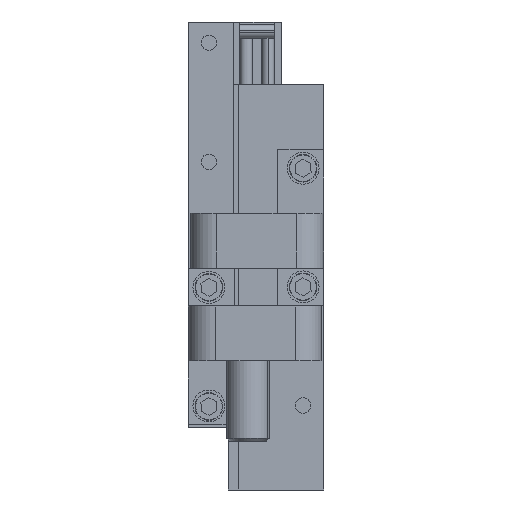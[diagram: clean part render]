
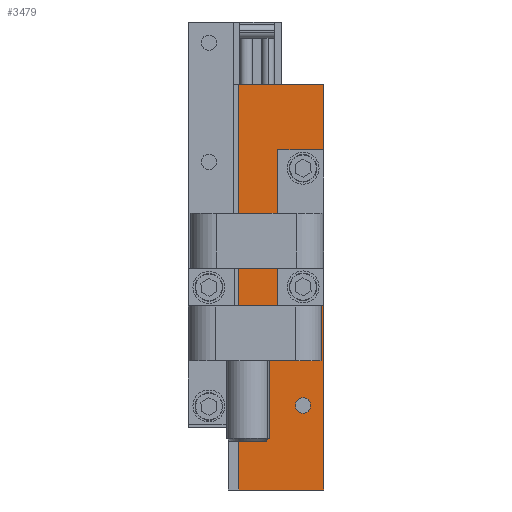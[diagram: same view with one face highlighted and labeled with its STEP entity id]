
A CAD part, left-side view. The second image highlights one B-rep face of the part: STEP entity #3479.
In plain terms, the highlighted planar face has unit normal (-1, 0, 0).
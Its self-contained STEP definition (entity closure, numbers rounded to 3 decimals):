
#15 = AXIS2_PLACEMENT_3D ( 'NONE', #4560, #9919, #1926 ) ;
#1143 = PLANE ( 'NONE',  #3854 ) ;
#1315 = ORIENTED_EDGE ( 'NONE', *, *, #9243, .F. ) ;
#1374 = EDGE_LOOP ( 'NONE', ( #16306, #5276, #14029, #6204 ) ) ;
#1485 = EDGE_CURVE ( 'NONE', #14463, #10419, #7675, .T. ) ;
#1811 = VECTOR ( 'NONE', #12386, 1000. ) ;
#1926 = DIRECTION ( 'NONE',  ( 0., 0., 1. ) ) ;
#2225 = CARTESIAN_POINT ( 'NONE',  ( 0., 3.9, 60.5 ) ) ;
#2276 = CARTESIAN_POINT ( 'NONE',  ( 0., 3.9, 14.45 ) ) ;
#2618 = CARTESIAN_POINT ( 'NONE',  ( 0., 3.9, 38.2 ) ) ;
#2652 = FACE_BOUND ( 'NONE', #5652, .T. ) ;
#2822 = DIRECTION ( 'NONE',  ( 0., -1., 0. ) ) ;
#3305 = EDGE_LOOP ( 'NONE', ( #5674, #15181 ) ) ;
#3421 = DIRECTION ( 'NONE',  ( -1., 0., 0. ) ) ;
#3479 = ADVANCED_FACE ( 'NONE', ( #2652, #6609, #10578, #11798 ), #1143, .F. ) ;
#3560 = EDGE_CURVE ( 'NONE', #7252, #4972, #16485, .T. ) ;
#3768 = VERTEX_POINT ( 'NONE', #2276 ) ;
#3853 = CARTESIAN_POINT ( 'NONE',  ( 0., 16., 0. ) ) ;
#3854 = AXIS2_PLACEMENT_3D ( 'NONE', #12058, #3896, #13381 ) ;
#3896 = DIRECTION ( 'NONE',  ( 1., 0., 0. ) ) ;
#4560 = CARTESIAN_POINT ( 'NONE',  ( 0., 3.9, 15.9 ) ) ;
#4594 = DIRECTION ( 'NONE',  ( 0., 0., 1. ) ) ;
#4664 = CARTESIAN_POINT ( 'NONE',  ( 0., 3.9, 38.2 ) ) ;
#4972 = VERTEX_POINT ( 'NONE', #16152 ) ;
#5276 = ORIENTED_EDGE ( 'NONE', *, *, #1485, .F. ) ;
#5643 = CARTESIAN_POINT ( 'NONE',  ( 0., 3.9, 59.05 ) ) ;
#5652 = EDGE_LOOP ( 'NONE', ( #9754, #9498 ) ) ;
#5674 = ORIENTED_EDGE ( 'NONE', *, *, #10494, .F. ) ;
#5754 = DIRECTION ( 'NONE',  ( -1., 0., 0. ) ) ;
#6039 = LINE ( 'NONE', #13864, #11063 ) ;
#6204 = ORIENTED_EDGE ( 'NONE', *, *, #17120, .T. ) ;
#6547 = AXIS2_PLACEMENT_3D ( 'NONE', #2618, #5754, #11130 ) ;
#6609 = FACE_BOUND ( 'NONE', #3305, .T. ) ;
#7072 = VERTEX_POINT ( 'NONE', #11602 ) ;
#7182 = DIRECTION ( 'NONE',  ( 0., 0., -1. ) ) ;
#7252 = VERTEX_POINT ( 'NONE', #10470 ) ;
#7324 = EDGE_CURVE ( 'NONE', #7072, #14463, #8358, .T. ) ;
#7346 = CARTESIAN_POINT ( 'NONE',  ( 0., 3.9, 61.95 ) ) ;
#7393 = DIRECTION ( 'NONE',  ( -1., 0., 0. ) ) ;
#7582 = CIRCLE ( 'NONE', #11238, 1.45 ) ;
#7586 = DIRECTION ( 'NONE',  ( -1., 0., 0. ) ) ;
#7675 = LINE ( 'NONE', #11729, #11168 ) ;
#8358 = LINE ( 'NONE', #11169, #1811 ) ;
#8442 = CARTESIAN_POINT ( 'NONE',  ( 0., 0., 0. ) ) ;
#9243 = EDGE_CURVE ( 'NONE', #13449, #3768, #7582, .T. ) ;
#9284 = VERTEX_POINT ( 'NONE', #5643 ) ;
#9498 = ORIENTED_EDGE ( 'NONE', *, *, #3560, .F. ) ;
#9526 = DIRECTION ( 'NONE',  ( 0., 0., 1. ) ) ;
#9754 = ORIENTED_EDGE ( 'NONE', *, *, #15496, .F. ) ;
#9919 = DIRECTION ( 'NONE',  ( -1., 0., 0. ) ) ;
#9921 = CIRCLE ( 'NONE', #6547, 1.45 ) ;
#10051 = EDGE_CURVE ( 'NONE', #3768, #13449, #10988, .T. ) ;
#10419 = VERTEX_POINT ( 'NONE', #15698 ) ;
#10470 = CARTESIAN_POINT ( 'NONE',  ( 0., 3.9, 36.75 ) ) ;
#10494 = EDGE_CURVE ( 'NONE', #17115, #9284, #15789, .T. ) ;
#10578 = FACE_OUTER_BOUND ( 'NONE', #1374, .T. ) ;
#10854 = DIRECTION ( 'NONE',  ( -1., 0., 0. ) ) ;
#10865 = AXIS2_PLACEMENT_3D ( 'NONE', #4664, #3421, #11344 ) ;
#10988 = CIRCLE ( 'NONE', #15, 1.45 ) ;
#11016 = CARTESIAN_POINT ( 'NONE',  ( 0., 3.9, 15.9 ) ) ;
#11063 = VECTOR ( 'NONE', #7182, 1000. ) ;
#11130 = DIRECTION ( 'NONE',  ( 0., 0., 1. ) ) ;
#11168 = VECTOR ( 'NONE', #14369, 1000. ) ;
#11169 = CARTESIAN_POINT ( 'NONE',  ( 0., 0., 76.2 ) ) ;
#11220 = EDGE_CURVE ( 'NONE', #11991, #10419, #13546, .T. ) ;
#11238 = AXIS2_PLACEMENT_3D ( 'NONE', #11016, #10854, #9526 ) ;
#11344 = DIRECTION ( 'NONE',  ( 0., 0., 1. ) ) ;
#11602 = CARTESIAN_POINT ( 'NONE',  ( 0., 16., 76.2 ) ) ;
#11729 = CARTESIAN_POINT ( 'NONE',  ( 0., 0., 76.2 ) ) ;
#11798 = FACE_BOUND ( 'NONE', #14223, .T. ) ;
#11861 = VECTOR ( 'NONE', #2822, 1000. ) ;
#11991 = VERTEX_POINT ( 'NONE', #3853 ) ;
#12028 = CARTESIAN_POINT ( 'NONE',  ( 0., 3.9, 17.35 ) ) ;
#12058 = CARTESIAN_POINT ( 'NONE',  ( 0., 0., 76.2 ) ) ;
#12386 = DIRECTION ( 'NONE',  ( 0., -1., 0. ) ) ;
#12736 = EDGE_CURVE ( 'NONE', #9284, #17115, #15127, .T. ) ;
#13041 = DIRECTION ( 'NONE',  ( 0., 0., 1. ) ) ;
#13381 = DIRECTION ( 'NONE',  ( 0., 0., -1. ) ) ;
#13449 = VERTEX_POINT ( 'NONE', #12028 ) ;
#13546 = LINE ( 'NONE', #8442, #11861 ) ;
#13864 = CARTESIAN_POINT ( 'NONE',  ( 0., 16., 76.2 ) ) ;
#14029 = ORIENTED_EDGE ( 'NONE', *, *, #7324, .F. ) ;
#14223 = EDGE_LOOP ( 'NONE', ( #1315, #16918 ) ) ;
#14369 = DIRECTION ( 'NONE',  ( 0., 0., -1. ) ) ;
#14463 = VERTEX_POINT ( 'NONE', #16309 ) ;
#14935 = AXIS2_PLACEMENT_3D ( 'NONE', #2225, #7586, #13041 ) ;
#15127 = CIRCLE ( 'NONE', #16538, 1.45 ) ;
#15162 = CARTESIAN_POINT ( 'NONE',  ( 0., 3.9, 60.5 ) ) ;
#15181 = ORIENTED_EDGE ( 'NONE', *, *, #12736, .F. ) ;
#15496 = EDGE_CURVE ( 'NONE', #4972, #7252, #9921, .T. ) ;
#15698 = CARTESIAN_POINT ( 'NONE',  ( 0., 0., 0. ) ) ;
#15789 = CIRCLE ( 'NONE', #14935, 1.45 ) ;
#16152 = CARTESIAN_POINT ( 'NONE',  ( 0., 3.9, 39.65 ) ) ;
#16306 = ORIENTED_EDGE ( 'NONE', *, *, #11220, .T. ) ;
#16309 = CARTESIAN_POINT ( 'NONE',  ( 0., 0., 76.2 ) ) ;
#16485 = CIRCLE ( 'NONE', #10865, 1.45 ) ;
#16538 = AXIS2_PLACEMENT_3D ( 'NONE', #15162, #7393, #4594 ) ;
#16918 = ORIENTED_EDGE ( 'NONE', *, *, #10051, .F. ) ;
#17115 = VERTEX_POINT ( 'NONE', #7346 ) ;
#17120 = EDGE_CURVE ( 'NONE', #7072, #11991, #6039, .T. ) ;
